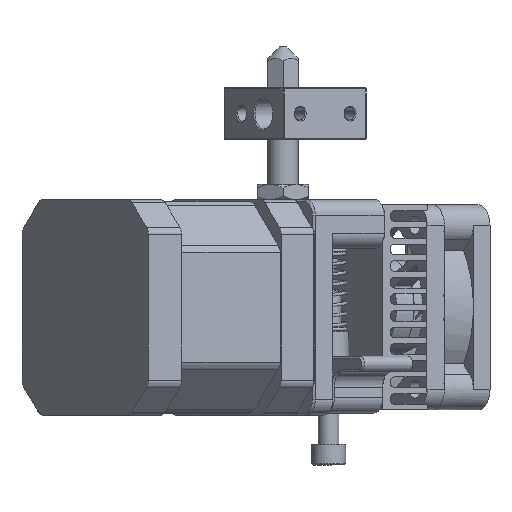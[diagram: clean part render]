
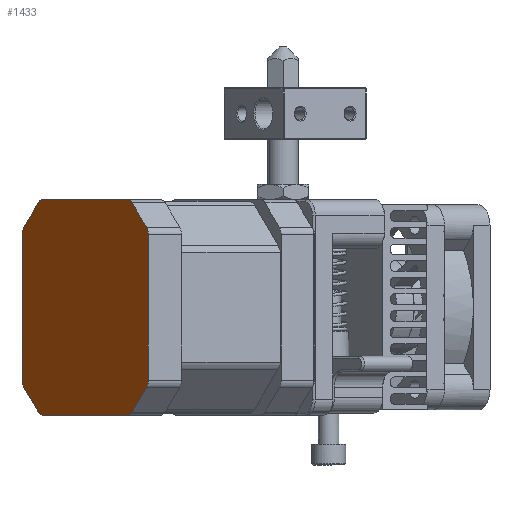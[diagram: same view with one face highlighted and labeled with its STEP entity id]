
A CAD part, left-side view. The second image highlights one B-rep face of the part: STEP entity #1433.
In plain terms, the highlighted planar face has unit normal (-0.587, 0.81, 0).
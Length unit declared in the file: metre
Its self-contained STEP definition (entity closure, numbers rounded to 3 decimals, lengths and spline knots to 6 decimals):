
#1433 = ADVANCED_FACE( 'NONE', ( #3444 ), #3445, .T. );
#3444 = FACE_OUTER_BOUND( '', #9129, .T. );
#3445 = PLANE( '', #9130 );
#9129 = EDGE_LOOP( '', ( #17308, #17309, #17310, #17311, #17312, #17313, #17314, #17315, #17316, #17317, #17318, #17319, #17320, #17321, #17322, #17323 ) );
#9130 = AXIS2_PLACEMENT_3D( '', #17324, #17325, #17326 );
#17308 = ORIENTED_EDGE( '', *, *, #23937, .T. );
#17309 = ORIENTED_EDGE( '', *, *, #23195, .T. );
#17310 = ORIENTED_EDGE( '', *, *, #23935, .T. );
#17311 = ORIENTED_EDGE( '', *, *, #23938, .T. );
#17312 = ORIENTED_EDGE( '', *, *, #23939, .T. );
#17313 = ORIENTED_EDGE( '', *, *, #23940, .T. );
#17314 = ORIENTED_EDGE( '', *, *, #23763, .T. );
#17315 = ORIENTED_EDGE( '', *, *, #22861, .T. );
#17316 = ORIENTED_EDGE( '', *, *, #23941, .T. );
#17317 = ORIENTED_EDGE( '', *, *, #23942, .T. );
#17318 = ORIENTED_EDGE( '', *, *, #22931, .T. );
#17319 = ORIENTED_EDGE( '', *, *, #23943, .T. );
#17320 = ORIENTED_EDGE( '', *, *, #22964, .T. );
#17321 = ORIENTED_EDGE( '', *, *, #23403, .T. );
#17322 = ORIENTED_EDGE( '', *, *, #23944, .T. );
#17323 = ORIENTED_EDGE( '', *, *, #23945, .T. );
#17324 = CARTESIAN_POINT( '', ( -0.014894, 0.058959, -0.054309 ) );
#17325 = DIRECTION( '', ( -0.587, 0.81, 0. ) );
#17326 = DIRECTION( '', ( 0., 0., 1. ) );
#22861 = EDGE_CURVE( 'NONE', #26431, #26436, #26438, .T. );
#22931 = EDGE_CURVE( 'NONE', #26558, #26555, #26559, .T. );
#22964 = EDGE_CURVE( 'NONE', #26615, #26613, #26616, .T. );
#23195 = EDGE_CURVE( 'NONE', #26998, #26996, #26999, .T. );
#23403 = EDGE_CURVE( 'NONE', #26613, #27341, #27343, .T. );
#23763 = EDGE_CURVE( 'NONE', #27919, #26431, #27920, .T. );
#23935 = EDGE_CURVE( 'NONE', #26996, #28181, #28183, .T. );
#23937 = EDGE_CURVE( 'NONE', #28185, #26998, #28186, .T. );
#23938 = EDGE_CURVE( 'NONE', #28181, #28187, #28188, .T. );
#23939 = EDGE_CURVE( 'NONE', #28187, #28189, #28190, .T. );
#23940 = EDGE_CURVE( 'NONE', #28189, #27919, #28191, .T. );
#23941 = EDGE_CURVE( 'NONE', #26436, #28192, #28193, .T. );
#23942 = EDGE_CURVE( 'NONE', #28192, #26558, #28194, .T. );
#23943 = EDGE_CURVE( 'NONE', #26555, #26615, #28195, .T. );
#23944 = EDGE_CURVE( 'NONE', #27341, #28196, #28197, .T. );
#23945 = EDGE_CURVE( 'NONE', #28196, #28185, #28198, .T. );
#26431 = VERTEX_POINT( 'NONE', #32452 );
#26436 = VERTEX_POINT( 'NONE', #32458 );
#26438 = CIRCLE( '', #32461, 0.002 );
#26555 = VERTEX_POINT( 'NONE', #32703 );
#26558 = VERTEX_POINT( 'NONE', #32707 );
#26559 = LINE( '', #32708, #32709 );
#26613 = VERTEX_POINT( 'NONE', #32837 );
#26615 = VERTEX_POINT( 'NONE', #32840 );
#26616 = LINE( '', #32841, #32842 );
#26996 = VERTEX_POINT( 'NONE', #33771 );
#26998 = VERTEX_POINT( 'NONE', #33774 );
#26999 = CIRCLE( '', #33775, 0.002 );
#27341 = VERTEX_POINT( 'NONE', #34505 );
#27343 = CIRCLE( '', #34508, 0.002 );
#27919 = VERTEX_POINT( 'NONE', #36446 );
#27920 = LINE( '', #36447, #36448 );
#28181 = VERTEX_POINT( 'NONE', #37035 );
#28183 = LINE( '', #37038, #37039 );
#28185 = VERTEX_POINT( 'NONE', #37041 );
#28186 = LINE( '', #37042, #37043 );
#28187 = VERTEX_POINT( 'NONE', #37044 );
#28188 = CIRCLE( '', #37045, 0.002 );
#28189 = VERTEX_POINT( 'NONE', #37046 );
#28190 = LINE( '', #37047, #37048 );
#28191 = CIRCLE( '', #37049, 0.002 );
#28192 = VERTEX_POINT( 'NONE', #37050 );
#28193 = LINE( '', #37051, #37052 );
#28194 = CIRCLE( '', #37053, 0.002 );
#28195 = CIRCLE( '', #37054, 0.002 );
#28196 = VERTEX_POINT( 'NONE', #37055 );
#28197 = LINE( '', #37056, #37057 );
#28198 = CIRCLE( '', #37058, 0.002 );
#32452 = CARTESIAN_POINT( '', ( -0.020423, 0.054952, -0.012309 ) );
#32458 = CARTESIAN_POINT( '', ( -0.019278, 0.055782, -0.012894 ) );
#32461 = AXIS2_PLACEMENT_3D( '', #42104, #42105, #42106 );
#32703 = CARTESIAN_POINT( '', ( -0.014894, 0.058959, -0.04748 ) );
#32707 = CARTESIAN_POINT( '', ( -0.014894, 0.058959, -0.019137 ) );
#32708 = CARTESIAN_POINT( '', ( -0.014894, 0.058959, -0.033309 ) );
#32709 = VECTOR( '', #42179, 1. );
#32837 = CARTESIAN_POINT( '', ( -0.019278, 0.055782, -0.053723 ) );
#32840 = CARTESIAN_POINT( '', ( -0.015368, 0.058615, -0.048894 ) );
#32841 = CARTESIAN_POINT( '', ( -0.017323, 0.057199, -0.051309 ) );
#32842 = VECTOR( '', #42206, 1. );
#33771 = CARTESIAN_POINT( '', ( -0.048902, 0.034313, -0.04748 ) );
#33774 = CARTESIAN_POINT( '', ( -0.048428, 0.034657, -0.048894 ) );
#33775 = AXIS2_PLACEMENT_3D( '', #42437, #42438, #42439 );
#34505 = CARTESIAN_POINT( '', ( -0.020423, 0.054952, -0.054309 ) );
#34508 = AXIS2_PLACEMENT_3D( '', #42682, #42683, #42684 );
#36446 = CARTESIAN_POINT( '', ( -0.043373, 0.03832, -0.012309 ) );
#36447 = CARTESIAN_POINT( '', ( -0.031898, 0.046636, -0.012309 ) );
#36448 = VECTOR( '', #43086, 1. );
#37035 = CARTESIAN_POINT( '', ( -0.048902, 0.034313, -0.019137 ) );
#37038 = CARTESIAN_POINT( '', ( -0.048902, 0.034313, -0.033309 ) );
#37039 = VECTOR( '', #43264, 1. );
#37041 = CARTESIAN_POINT( '', ( -0.044518, 0.03749, -0.053723 ) );
#37042 = CARTESIAN_POINT( '', ( -0.046473, 0.036074, -0.051309 ) );
#37043 = VECTOR( '', #43265, 1. );
#37044 = CARTESIAN_POINT( '', ( -0.048428, 0.034657, -0.017723 ) );
#37045 = AXIS2_PLACEMENT_3D( '', #43266, #43267, #43268 );
#37046 = CARTESIAN_POINT( '', ( -0.044518, 0.03749, -0.012894 ) );
#37047 = CARTESIAN_POINT( '', ( -0.046473, 0.036074, -0.015309 ) );
#37048 = VECTOR( '', #43269, 1. );
#37049 = AXIS2_PLACEMENT_3D( '', #43270, #43271, #43272 );
#37050 = CARTESIAN_POINT( '', ( -0.015368, 0.058615, -0.017723 ) );
#37051 = CARTESIAN_POINT( '', ( -0.017323, 0.057199, -0.015309 ) );
#37052 = VECTOR( '', #43273, 1. );
#37053 = AXIS2_PLACEMENT_3D( '', #43274, #43275, #43276 );
#37054 = AXIS2_PLACEMENT_3D( '', #43277, #43278, #43279 );
#37055 = CARTESIAN_POINT( '', ( -0.043373, 0.03832, -0.054309 ) );
#37056 = CARTESIAN_POINT( '', ( -0.031898, 0.046636, -0.054309 ) );
#37057 = VECTOR( '', #43280, 1. );
#37058 = AXIS2_PLACEMENT_3D( '', #43281, #43282, #43283 );
#42104 = CARTESIAN_POINT( '', ( -0.020423, 0.054952, -0.014309 ) );
#42105 = DIRECTION( '', ( -0.587, 0.81, 0. ) );
#42106 = DIRECTION( '', ( 0.81, 0.587, 0. ) );
#42179 = DIRECTION( '', ( 0., 0., -1. ) );
#42206 = DIRECTION( '', ( -0.573, -0.415, -0.707 ) );
#42437 = CARTESIAN_POINT( '', ( -0.047283, 0.035487, -0.04748 ) );
#42438 = DIRECTION( '', ( -0.587, 0.81, 0. ) );
#42439 = DIRECTION( '', ( -0.81, -0.587, 0. ) );
#42682 = CARTESIAN_POINT( '', ( -0.020423, 0.054952, -0.052309 ) );
#42683 = DIRECTION( '', ( -0.587, 0.81, 0. ) );
#42684 = DIRECTION( '', ( -0.81, -0.587, 0. ) );
#43086 = DIRECTION( '', ( 0.81, 0.587, 0. ) );
#43264 = DIRECTION( '', ( 0., 0., 1. ) );
#43265 = DIRECTION( '', ( -0.573, -0.415, 0.707 ) );
#43266 = CARTESIAN_POINT( '', ( -0.047283, 0.035487, -0.019137 ) );
#43267 = DIRECTION( '', ( -0.587, 0.81, 0. ) );
#43268 = DIRECTION( '', ( 0.81, 0.587, 0. ) );
#43269 = DIRECTION( '', ( 0.573, 0.415, 0.707 ) );
#43270 = CARTESIAN_POINT( '', ( -0.043373, 0.03832, -0.014309 ) );
#43271 = DIRECTION( '', ( -0.587, 0.81, 0. ) );
#43272 = DIRECTION( '', ( -0.81, -0.587, 0. ) );
#43273 = DIRECTION( '', ( 0.573, 0.415, -0.707 ) );
#43274 = CARTESIAN_POINT( '', ( -0.016513, 0.057785, -0.019137 ) );
#43275 = DIRECTION( '', ( -0.587, 0.81, 0. ) );
#43276 = DIRECTION( '', ( -0.81, -0.587, 0. ) );
#43277 = CARTESIAN_POINT( '', ( -0.016513, 0.057785, -0.04748 ) );
#43278 = DIRECTION( '', ( -0.587, 0.81, 0. ) );
#43279 = DIRECTION( '', ( 0.81, 0.587, 0. ) );
#43280 = DIRECTION( '', ( -0.81, -0.587, 0. ) );
#43281 = CARTESIAN_POINT( '', ( -0.043373, 0.03832, -0.052309 ) );
#43282 = DIRECTION( '', ( -0.587, 0.81, 0. ) );
#43283 = DIRECTION( '', ( 0.81, 0.587, 0. ) );
